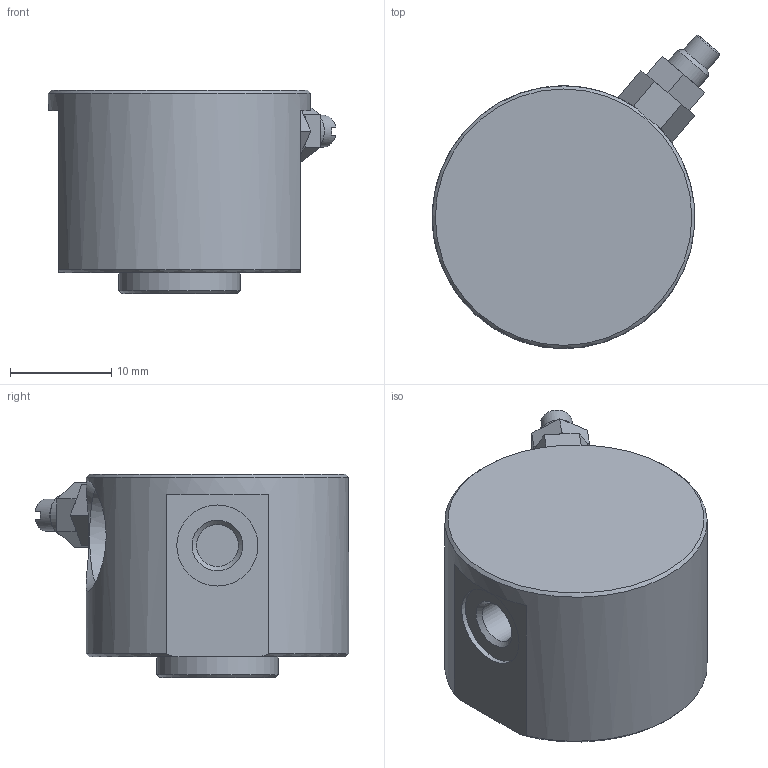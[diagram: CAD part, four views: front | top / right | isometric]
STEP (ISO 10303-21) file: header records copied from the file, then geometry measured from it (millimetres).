
FILE_DESCRIPTION(/* description */ ('OCG1 Cap-OCG1 Cylinder'),/* implementation_level */ '2;1');
FILE_NAME(/* name */ 'CAP_OCG1-3_4.ipt.stp',/* time_stamp */ '2016-01-07T16:47:31-08:00',/* author */ ('Cadenas PARTsolutions'),/* organization */ ('PHD'),/* preprocessor_version */ 'ST-DEVELOPER v16.1',/* originating_system */ 'Autodesk Inventor 2016',/* authorisation */ '');
FILE_SCHEMA (('AUTOMOTIVE_DESIGN { 1 0 10303 214 3 1 1 }'));
Length unit declared in the file: inch
Products named in the file (1): CAP_OCG1-3_4
Bounding box: 28.35 x 30.91 x 20.04 mm (x, y, z)
Volume: 8664.4 mm3; surface area: 3391.8 mm2
Topology: 1 solids, 1 shells, 79 faces, 183 edges, 112 vertices
Faces by surface type: plane 46, cone 19, cylinder 14
Full cylindrical faces by diameter (mm): 3.141 x1, 3.404 x4, 3.988 x1, 4.134 x2, 8.001 x2, 11.989 x1, 25.908 x1
Entity records: 2059 total; most frequent: CARTESIAN_POINT 416, DIRECTION 338, ORIENTED_EDGE 292, EDGE_CURVE 146, AXIS2_PLACEMENT_3D 126, EDGE_LOOP 113, VERTEX_POINT 103, LINE 86
